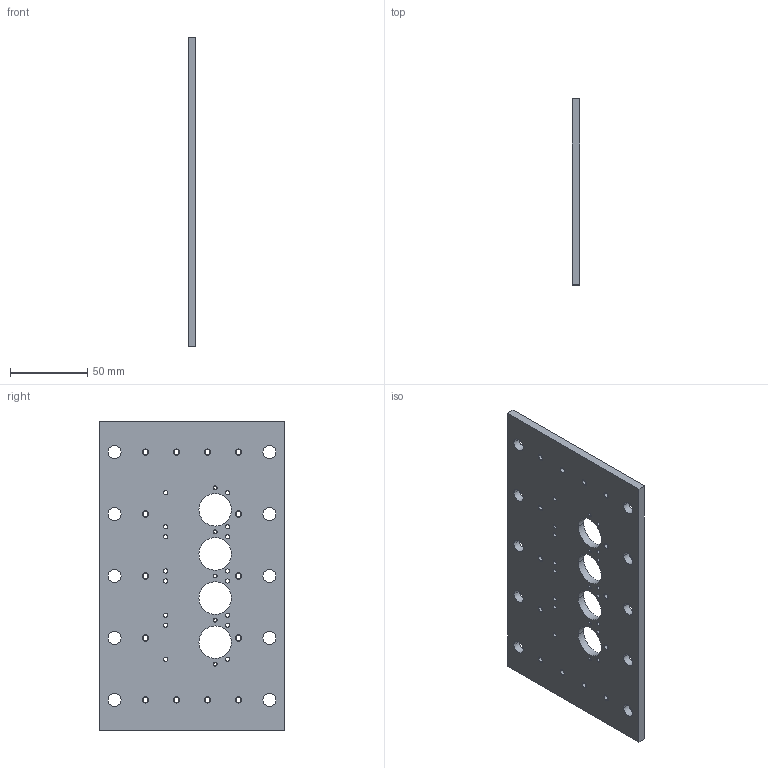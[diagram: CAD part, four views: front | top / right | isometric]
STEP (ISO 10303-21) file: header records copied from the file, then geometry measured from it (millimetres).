
FILE_DESCRIPTION((''),'2;1');
FILE_NAME('TDC_NECK_ACTORS_PLATE','2021-11-17T17:40:11',('rein_je'),(''),'CREO PARAMETRIC BY PTC INC, 2019471','CREO PARAMETRIC BY PTC INC, 2019471','');
FILE_SCHEMA(('AUTOMOTIVE_DESIGN { 1 0 10303 214 1 1 1 1 }'));
Length unit declared in the file: millimetre
Products named in the file (1): TDC_NECK_ACTORS_PLATE
Bounding box: 5 x 120 x 200 mm (x, y, z)
Volume: 109130.3 mm3; surface area: 52033.2 mm2
Topology: 1 solids, 20 shells, 232 faces, 668 edges, 492 vertices
Faces by surface type: cylinder 136, cone 90, plane 6
Entity records: 8285 total; most frequent: DIRECTION 1648, CARTESIAN_POINT 1342, ORIENTED_EDGE 1124, AXIS2_PLACEMENT_3D 678, EDGE_CURVE 600, CIRCLE 376, VERTEX_POINT 370, EDGE_LOOP 330
